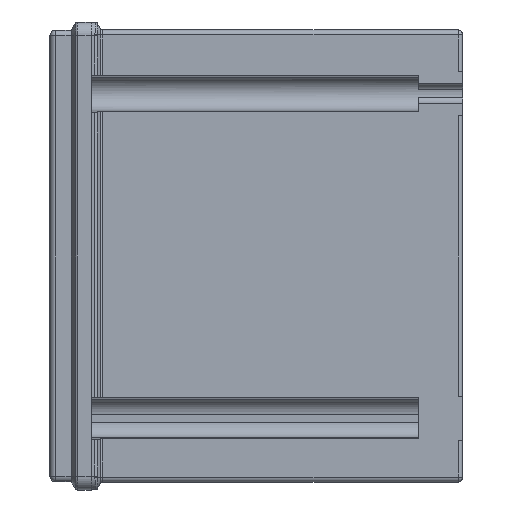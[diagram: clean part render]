
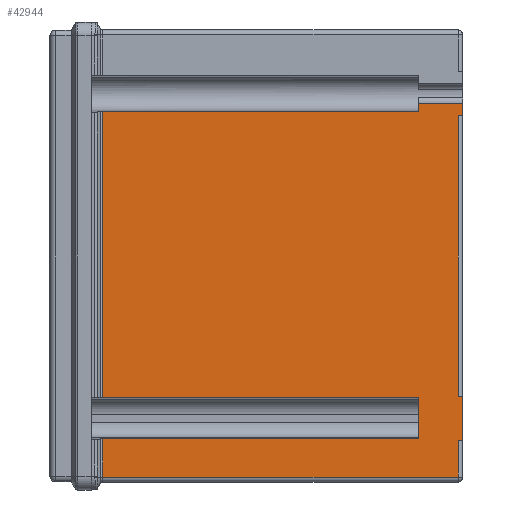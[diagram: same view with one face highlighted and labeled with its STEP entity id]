
A CAD part, left-side view. The second image highlights one B-rep face of the part: STEP entity #42944.
In plain terms, the highlighted planar face has unit normal (-1, 0, 0).
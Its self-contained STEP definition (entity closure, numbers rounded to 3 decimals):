
#541 = DIRECTION ( 'NONE',  ( 0., 1., 0. ) ) ;
#772 = DIRECTION ( 'NONE',  ( 0., 1., 0. ) ) ;
#3542 = AXIS2_PLACEMENT_3D ( 'NONE', #31557, #31807, #71445 ) ;
#4780 = ORIENTED_EDGE ( 'NONE', *, *, #71198, .F. ) ;
#4940 = LINE ( 'NONE', #27671, #6758 ) ;
#5532 = VECTOR ( 'NONE', #42070, 1000. ) ;
#5547 = VERTEX_POINT ( 'NONE', #24426 ) ;
#5916 = LINE ( 'NONE', #55044, #68069 ) ;
#6422 = ORIENTED_EDGE ( 'NONE', *, *, #16817, .T. ) ;
#6494 = VERTEX_POINT ( 'NONE', #40344 ) ;
#6758 = VECTOR ( 'NONE', #33418, 1000. ) ;
#7721 = LINE ( 'NONE', #42901, #21020 ) ;
#8002 = CARTESIAN_POINT ( 'NONE',  ( -167.35, -133.3, 80.3 ) ) ;
#8553 = VERTEX_POINT ( 'NONE', #54703 ) ;
#8834 = VECTOR ( 'NONE', #41396, 1000. ) ;
#8859 = CARTESIAN_POINT ( 'NONE',  ( -167.35, -135., -67. ) ) ;
#9568 = DIRECTION ( 'NONE',  ( 0., 0., -1. ) ) ;
#11105 = DIRECTION ( 'NONE',  ( 0., 0., -1. ) ) ;
#11295 = CARTESIAN_POINT ( 'NONE',  ( -167.35, -135., -51. ) ) ;
#11327 = VERTEX_POINT ( 'NONE', #11295 ) ;
#11326 = LINE ( 'NONE', #53026, #41611 ) ;
#12729 = CARTESIAN_POINT ( 'NONE',  ( -167.35, -4.166, -82.1 ) ) ;
#12743 = VERTEX_POINT ( 'NONE', #64895 ) ;
#12842 = VECTOR ( 'NONE', #52562, 1000. ) ;
#13167 = VECTOR ( 'NONE', #52085, 1000. ) ;
#14441 = CARTESIAN_POINT ( 'NONE',  ( -167.35, -134.8, -51.559 ) ) ;
#14618 = LINE ( 'NONE', #12729, #12842 ) ;
#14877 = ORIENTED_EDGE ( 'NONE', *, *, #24836, .T. ) ;
#14968 = LINE ( 'NONE', #30192, #43505 ) ;
#15190 = VECTOR ( 'NONE', #64371, 1000. ) ;
#16344 = EDGE_CURVE ( 'NONE', #57836, #68845, #16958, .T. ) ;
#16817 = EDGE_CURVE ( 'NONE', #54465, #46509, #31189, .T. ) ;
#16958 = LINE ( 'NONE', #22518, #32143 ) ;
#17736 = CARTESIAN_POINT ( 'NONE',  ( -167.35, -4.166, -51.559 ) ) ;
#19264 = ORIENTED_EDGE ( 'NONE', *, *, #23985, .T. ) ;
#19267 = VECTOR ( 'NONE', #772, 1000. ) ;
#21020 = VECTOR ( 'NONE', #60260, 1000. ) ;
#22065 = ORIENTED_EDGE ( 'NONE', *, *, #47659, .F. ) ;
#22134 = EDGE_LOOP ( 'NONE', ( #14877, #55324, #19264, #45578, #62061, #22065, #67910, #72166, #24525, #27705, #6422, #4780, #64140, #23654, #63805, #27720 ) ) ;
#22518 = CARTESIAN_POINT ( 'NONE',  ( -167.35, -119., -82.1 ) ) ;
#23041 = CARTESIAN_POINT ( 'NONE',  ( -167.35, -4.166, 52.489 ) ) ;
#23219 = EDGE_CURVE ( 'NONE', #69159, #5547, #58543, .T. ) ;
#23654 = ORIENTED_EDGE ( 'NONE', *, *, #32468, .T. ) ;
#23948 = EDGE_CURVE ( 'NONE', #53078, #57836, #26431, .T. ) ;
#23985 = EDGE_CURVE ( 'NONE', #39890, #11327, #11326, .T. ) ;
#24426 = CARTESIAN_POINT ( 'NONE',  ( -167.35, -133.3, -80.3 ) ) ;
#24525 = ORIENTED_EDGE ( 'NONE', *, *, #16344, .T. ) ;
#24836 = EDGE_CURVE ( 'NONE', #5547, #8553, #7721, .T. ) ;
#24881 = EDGE_CURVE ( 'NONE', #31300, #51500, #5916, .T. ) ;
#25935 = CARTESIAN_POINT ( 'NONE',  ( -167.35, -4.166, -80.3 ) ) ;
#26064 = PLANE ( 'NONE',  #3542 ) ;
#26431 = LINE ( 'NONE', #41571, #28229 ) ;
#27666 = CARTESIAN_POINT ( 'NONE',  ( -167.35, -119., -66.441 ) ) ;
#27671 = CARTESIAN_POINT ( 'NONE',  ( -167.35, -135., 51. ) ) ;
#27705 = ORIENTED_EDGE ( 'NONE', *, *, #40444, .T. ) ;
#27720 = ORIENTED_EDGE ( 'NONE', *, *, #23219, .T. ) ;
#28229 = VECTOR ( 'NONE', #30085, 1000. ) ;
#28934 = CARTESIAN_POINT ( 'NONE',  ( -167.35, -134.8, -66.441 ) ) ;
#29330 = LINE ( 'NONE', #14441, #59558 ) ;
#29427 = VECTOR ( 'NONE', #34939, 1000. ) ;
#30085 = DIRECTION ( 'NONE',  ( 0., 1., 0. ) ) ;
#30192 = CARTESIAN_POINT ( 'NONE',  ( -167.35, -134.8, 52.489 ) ) ;
#30318 = CARTESIAN_POINT ( 'NONE',  ( -167.35, -135., -67. ) ) ;
#31189 = LINE ( 'NONE', #51831, #29427 ) ;
#31300 = VERTEX_POINT ( 'NONE', #50265 ) ;
#31557 = CARTESIAN_POINT ( 'NONE',  ( -167.35, -134.8, -82.1 ) ) ;
#31807 = DIRECTION ( 'NONE',  ( -1., 0., 0. ) ) ;
#32143 = VECTOR ( 'NONE', #11105, 1000. ) ;
#32468 = EDGE_CURVE ( 'NONE', #51500, #64037, #56573, .T. ) ;
#33418 = DIRECTION ( 'NONE',  ( 0., 1., 0. ) ) ;
#33681 = CARTESIAN_POINT ( 'NONE',  ( -167.35, -135., 55.5 ) ) ;
#34467 = LINE ( 'NONE', #46355, #19267 ) ;
#34812 = CARTESIAN_POINT ( 'NONE',  ( -167.35, -4.166, -66.441 ) ) ;
#34920 = CARTESIAN_POINT ( 'NONE',  ( -167.35, -134.8, -80.3 ) ) ;
#34939 = DIRECTION ( 'NONE',  ( 0., 0., -1. ) ) ;
#35686 = CARTESIAN_POINT ( 'NONE',  ( -167.35, -135., 55.5 ) ) ;
#35832 = LINE ( 'NONE', #8002, #5532 ) ;
#37593 = CARTESIAN_POINT ( 'NONE',  ( -167.35, -133.3, 51. ) ) ;
#39890 = VERTEX_POINT ( 'NONE', #8859 ) ;
#40143 = FACE_OUTER_BOUND ( 'NONE', #22134, .T. ) ;
#40344 = CARTESIAN_POINT ( 'NONE',  ( -167.35, -135., 51. ) ) ;
#40444 = EDGE_CURVE ( 'NONE', #68845, #54465, #14968, .T. ) ;
#41396 = DIRECTION ( 'NONE',  ( 0., 0., -1. ) ) ;
#41473 = VECTOR ( 'NONE', #541, 1000. ) ;
#41571 = CARTESIAN_POINT ( 'NONE',  ( -167.35, -134.8, 55.5 ) ) ;
#41611 = VECTOR ( 'NONE', #58690, 1000. ) ;
#42070 = DIRECTION ( 'NONE',  ( 0., 0., 1. ) ) ;
#42900 = EDGE_CURVE ( 'NONE', #39890, #8553, #45528, .T. ) ;
#42901 = CARTESIAN_POINT ( 'NONE',  ( -167.35, -133.3, 80.3 ) ) ;
#42944 = ADVANCED_FACE ( 'NONE', ( #40143 ), #26064, .T. ) ;
#43505 = VECTOR ( 'NONE', #69869, 1000. ) ;
#44811 = EDGE_CURVE ( 'NONE', #53078, #6494, #69179, .T. ) ;
#45528 = LINE ( 'NONE', #30318, #15190 ) ;
#45578 = ORIENTED_EDGE ( 'NONE', *, *, #46839, .T. ) ;
#46087 = CARTESIAN_POINT ( 'NONE',  ( -167.35, -119., 55.5 ) ) ;
#46355 = CARTESIAN_POINT ( 'NONE',  ( -167.35, -135., -51. ) ) ;
#46509 = VERTEX_POINT ( 'NONE', #17736 ) ;
#46839 = EDGE_CURVE ( 'NONE', #11327, #12743, #34467, .T. ) ;
#47659 = EDGE_CURVE ( 'NONE', #6494, #52076, #4940, .T. ) ;
#50265 = CARTESIAN_POINT ( 'NONE',  ( -167.35, -119., -51.559 ) ) ;
#51500 = VERTEX_POINT ( 'NONE', #27666 ) ;
#51831 = CARTESIAN_POINT ( 'NONE',  ( -167.35, -4.166, -82.1 ) ) ;
#52076 = VERTEX_POINT ( 'NONE', #37593 ) ;
#52085 = DIRECTION ( 'NONE',  ( 0., -1., 0. ) ) ;
#52562 = DIRECTION ( 'NONE',  ( 0., 0., -1. ) ) ;
#53026 = CARTESIAN_POINT ( 'NONE',  ( -167.35, -135., -67. ) ) ;
#53078 = VERTEX_POINT ( 'NONE', #33681 ) ;
#54272 = DIRECTION ( 'NONE',  ( 0., 1., 0. ) ) ;
#54465 = VERTEX_POINT ( 'NONE', #23041 ) ;
#54703 = CARTESIAN_POINT ( 'NONE',  ( -167.35, -133.3, -67. ) ) ;
#55044 = CARTESIAN_POINT ( 'NONE',  ( -167.35, -119., -82.1 ) ) ;
#55324 = ORIENTED_EDGE ( 'NONE', *, *, #42900, .F. ) ;
#56573 = LINE ( 'NONE', #28934, #41473 ) ;
#57836 = VERTEX_POINT ( 'NONE', #46087 ) ;
#58036 = EDGE_CURVE ( 'NONE', #12743, #52076, #35832, .T. ) ;
#58543 = LINE ( 'NONE', #34920, #13167 ) ;
#58690 = DIRECTION ( 'NONE',  ( 0., 0., 1. ) ) ;
#59558 = VECTOR ( 'NONE', #54272, 1000. ) ;
#60260 = DIRECTION ( 'NONE',  ( 0., 0., 1. ) ) ;
#62061 = ORIENTED_EDGE ( 'NONE', *, *, #58036, .T. ) ;
#63805 = ORIENTED_EDGE ( 'NONE', *, *, #64868, .T. ) ;
#64037 = VERTEX_POINT ( 'NONE', #34812 ) ;
#64140 = ORIENTED_EDGE ( 'NONE', *, *, #24881, .T. ) ;
#64371 = DIRECTION ( 'NONE',  ( 0., 1., 0. ) ) ;
#64868 = EDGE_CURVE ( 'NONE', #64037, #69159, #14618, .T. ) ;
#64895 = CARTESIAN_POINT ( 'NONE',  ( -167.35, -133.3, -51. ) ) ;
#66935 = CARTESIAN_POINT ( 'NONE',  ( -167.35, -119., 52.489 ) ) ;
#67910 = ORIENTED_EDGE ( 'NONE', *, *, #44811, .F. ) ;
#68069 = VECTOR ( 'NONE', #9568, 1000. ) ;
#68845 = VERTEX_POINT ( 'NONE', #66935 ) ;
#69159 = VERTEX_POINT ( 'NONE', #25935 ) ;
#69179 = LINE ( 'NONE', #35686, #8834 ) ;
#69869 = DIRECTION ( 'NONE',  ( 0., 1., 0. ) ) ;
#71198 = EDGE_CURVE ( 'NONE', #31300, #46509, #29330, .T. ) ;
#71445 = DIRECTION ( 'NONE',  ( 0., 0., 1. ) ) ;
#72166 = ORIENTED_EDGE ( 'NONE', *, *, #23948, .T. ) ;
